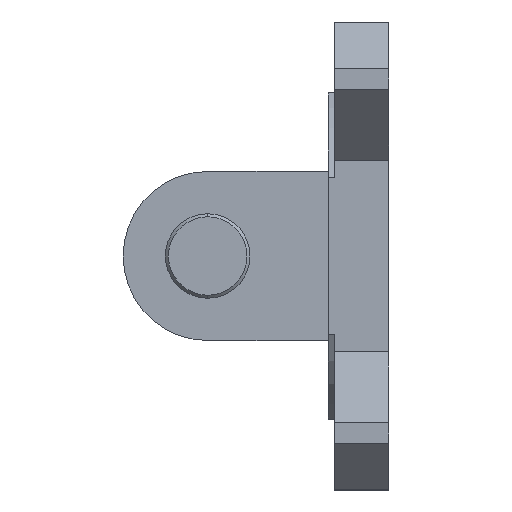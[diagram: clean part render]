
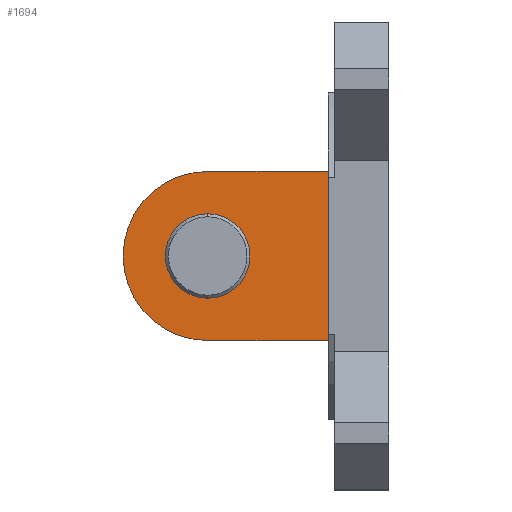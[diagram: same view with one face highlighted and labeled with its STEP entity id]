
A CAD part, left-side view. The second image highlights one B-rep face of the part: STEP entity #1694.
In plain terms, the highlighted planar face has unit normal (-1, 0, 0).
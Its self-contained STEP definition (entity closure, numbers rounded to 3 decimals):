
#125 = CARTESIAN_POINT ( 'NONE',  ( -21.9, 30., 0. ) ) ;
#144 = DIRECTION ( 'NONE',  ( 0., 0., -1. ) ) ;
#160 = VERTEX_POINT ( 'NONE', #2057 ) ;
#168 = DIRECTION ( 'NONE',  ( 1., 0., 0. ) ) ;
#191 = CARTESIAN_POINT ( 'NONE',  ( -21.9, -55.01, -20.503 ) ) ;
#223 = VERTEX_POINT ( 'NONE', #1877 ) ;
#257 = EDGE_CURVE ( 'NONE', #160, #335, #2112, .T. ) ;
#335 = VERTEX_POINT ( 'NONE', #1465 ) ;
#339 = PLANE ( 'NONE',  #1366 ) ;
#373 = ORIENTED_EDGE ( 'NONE', *, *, #2173, .T. ) ;
#375 = AXIS2_PLACEMENT_3D ( 'NONE', #125, #846, #1849 ) ;
#393 = FACE_BOUND ( 'NONE', #955, .T. ) ;
#436 = CARTESIAN_POINT ( 'NONE',  ( -21.9, 30., 0. ) ) ;
#484 = CARTESIAN_POINT ( 'NONE',  ( -21.9, 10., -14. ) ) ;
#570 = EDGE_LOOP ( 'NONE', ( #1869, #373, #820, #2084 ) ) ;
#641 = DIRECTION ( 'NONE',  ( 0., 0., -1. ) ) ;
#642 = AXIS2_PLACEMENT_3D ( 'NONE', #436, #1743, #641 ) ;
#759 = VECTOR ( 'NONE', #1219, 1000. ) ;
#763 = VECTOR ( 'NONE', #1103, 1000. ) ;
#820 = ORIENTED_EDGE ( 'NONE', *, *, #1938, .T. ) ;
#822 = ORIENTED_EDGE ( 'NONE', *, *, #257, .T. ) ;
#846 = DIRECTION ( 'NONE',  ( 1., 0., 0. ) ) ;
#866 = CARTESIAN_POINT ( 'NONE',  ( -21.9, 30., -14. ) ) ;
#901 = VERTEX_POINT ( 'NONE', #866 ) ;
#955 = EDGE_LOOP ( 'NONE', ( #822, #1805 ) ) ;
#1103 = DIRECTION ( 'NONE',  ( 0., 0., 1. ) ) ;
#1169 = CARTESIAN_POINT ( 'NONE',  ( -21.9, 10., -20.503 ) ) ;
#1191 = LINE ( 'NONE', #1169, #763 ) ;
#1206 = CARTESIAN_POINT ( 'NONE',  ( -21.9, -55.01, -14. ) ) ;
#1219 = DIRECTION ( 'NONE',  ( 0., -1., 0. ) ) ;
#1249 = LINE ( 'NONE', #1206, #759 ) ;
#1366 = AXIS2_PLACEMENT_3D ( 'NONE', #191, #168, #144 ) ;
#1400 = FACE_OUTER_BOUND ( 'NONE', #570, .T. ) ;
#1465 = CARTESIAN_POINT ( 'NONE',  ( -21.9, 30., 7. ) ) ;
#1512 = VERTEX_POINT ( 'NONE', #1862 ) ;
#1545 = LINE ( 'NONE', #2120, #2348 ) ;
#1584 = EDGE_CURVE ( 'NONE', #1734, #223, #1191, .T. ) ;
#1674 = DIRECTION ( 'NONE',  ( 0., 0., -1. ) ) ;
#1689 = DIRECTION ( 'NONE',  ( 1., 0., 0. ) ) ;
#1692 = CARTESIAN_POINT ( 'NONE',  ( -21.9, 30., 0. ) ) ;
#1694 = ADVANCED_FACE ( 'NONE', ( #393, #1400 ), #339, .F. ) ;
#1734 = VERTEX_POINT ( 'NONE', #484 ) ;
#1743 = DIRECTION ( 'NONE',  ( -1., 0., 0. ) ) ;
#1764 = CIRCLE ( 'NONE', #375, 7. ) ;
#1778 = DIRECTION ( 'NONE',  ( 0., 1., 0. ) ) ;
#1805 = ORIENTED_EDGE ( 'NONE', *, *, #2138, .T. ) ;
#1849 = DIRECTION ( 'NONE',  ( 0., 0., -1. ) ) ;
#1862 = CARTESIAN_POINT ( 'NONE',  ( -21.9, 30., 14. ) ) ;
#1869 = ORIENTED_EDGE ( 'NONE', *, *, #2272, .T. ) ;
#1877 = CARTESIAN_POINT ( 'NONE',  ( -21.9, 10., 14. ) ) ;
#1938 = EDGE_CURVE ( 'NONE', #901, #1734, #1249, .T. ) ;
#2057 = CARTESIAN_POINT ( 'NONE',  ( -21.9, 30., -7. ) ) ;
#2070 = AXIS2_PLACEMENT_3D ( 'NONE', #1692, #1689, #1674 ) ;
#2084 = ORIENTED_EDGE ( 'NONE', *, *, #1584, .T. ) ;
#2112 = CIRCLE ( 'NONE', #2070, 7. ) ;
#2120 = CARTESIAN_POINT ( 'NONE',  ( -21.9, -55.01, 14. ) ) ;
#2138 = EDGE_CURVE ( 'NONE', #335, #160, #1764, .T. ) ;
#2167 = CIRCLE ( 'NONE', #642, 14. ) ;
#2173 = EDGE_CURVE ( 'NONE', #1512, #901, #2167, .T. ) ;
#2272 = EDGE_CURVE ( 'NONE', #223, #1512, #1545, .T. ) ;
#2348 = VECTOR ( 'NONE', #1778, 1000. ) ;
